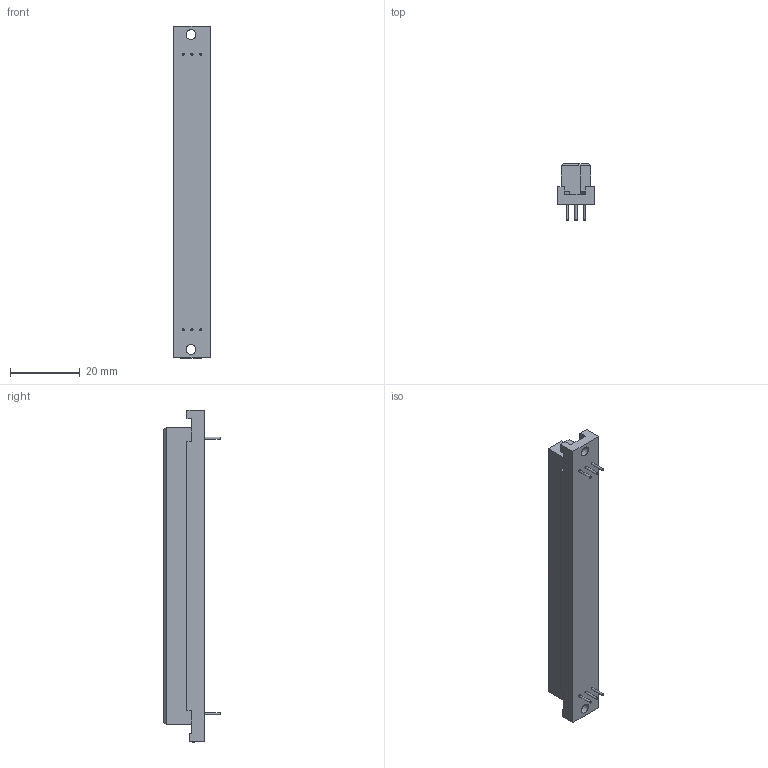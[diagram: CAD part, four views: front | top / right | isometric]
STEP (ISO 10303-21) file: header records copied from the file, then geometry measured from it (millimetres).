
FILE_DESCRIPTION((''),'2;1');
FILE_NAME( '0903_DIN_har-bus_C_straight_female_96_pole.stp', '2004-07-29T11:07:05',('User'),('SDRC'),'I-DEAS Master Series 9','UNIX', 'Yes');
FILE_SCHEMA(('AUTOMOTIVE_DESIGN { 1 0 10303 214 1 1 1 1 }'));
Length unit declared in the file: millimetre
Products named in the file (1): 0903_DIN_har-bus_C_straight_female_96_pole
Bounding box: 10.5 x 16.1 x 94.9 mm (x, y, z)
Volume: 9451.9 mm3; surface area: 4320 mm2
Topology: 1 solids, 1 shells, 94 faces, 228 edges, 148 vertices
Faces by surface type: bspline 94
Entity records: 2665 total; most frequent: CARTESIAN_POINT 1141, ORIENTED_EDGE 456, EDGE_CURVE 228, VERTEX_POINT 148, B_SPLINE_CURVE_WITH_KNOTS 120, EDGE_LOOP 110, FACE_OUTER_BOUND 94, ADVANCED_FACE 94
